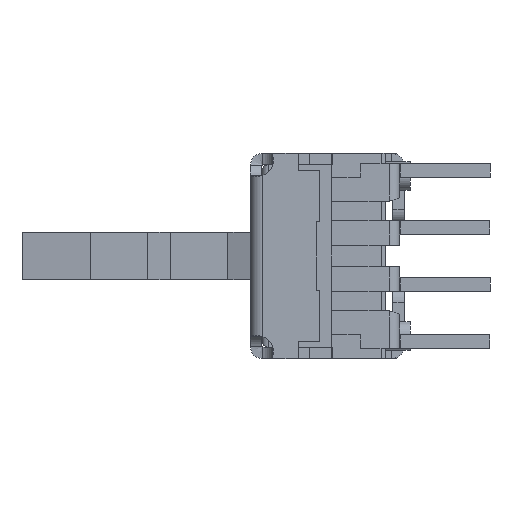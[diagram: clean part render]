
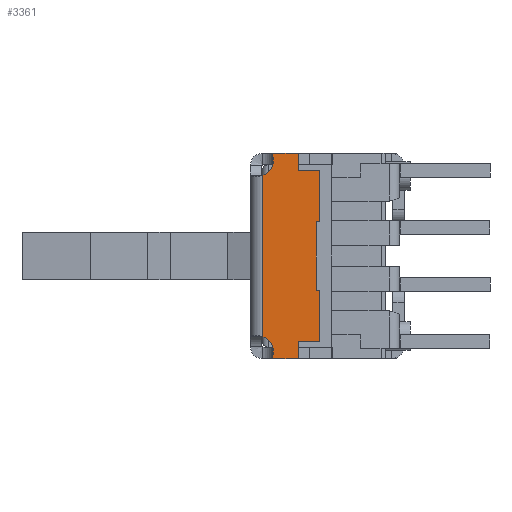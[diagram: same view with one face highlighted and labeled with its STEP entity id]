
A CAD part, left-side view. The second image highlights one B-rep face of the part: STEP entity #3361.
In plain terms, the highlighted planar face has unit normal (-1, 0, 0).
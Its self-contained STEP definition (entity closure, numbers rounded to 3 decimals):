
#176 = VECTOR ( 'NONE', #10164, 1000. ) ;
#390 = EDGE_CURVE ( 'NONE', #9811, #7398, #11958, .T. ) ;
#439 = VECTOR ( 'NONE', #2049, 1000. ) ;
#518 = VECTOR ( 'NONE', #8125, 1000. ) ;
#706 = CARTESIAN_POINT ( 'NONE',  ( -17.5, 3.95, 0. ) ) ;
#747 = CARTESIAN_POINT ( 'NONE',  ( -17.5, 4.1, -1.5 ) ) ;
#1161 = VECTOR ( 'NONE', #10713, 1000. ) ;
#1177 = VERTEX_POINT ( 'NONE', #7099 ) ;
#1259 = EDGE_CURVE ( 'NONE', #4973, #6732, #9860, .T. ) ;
#1385 = AXIS2_PLACEMENT_3D ( 'NONE', #4962, #13116, #12839 ) ;
#1443 = LINE ( 'NONE', #6193, #7950 ) ;
#1454 = EDGE_CURVE ( 'NONE', #9955, #4973, #1772, .T. ) ;
#1553 = ORIENTED_EDGE ( 'NONE', *, *, #2739, .T. ) ;
#1568 = DIRECTION ( 'NONE',  ( 0., -1., 0. ) ) ;
#1634 = VERTEX_POINT ( 'NONE', #12536 ) ;
#1639 = AXIS2_PLACEMENT_3D ( 'NONE', #9227, #2171, #7088 ) ;
#1772 = LINE ( 'NONE', #9718, #10340 ) ;
#1790 = VECTOR ( 'NONE', #3826, 1000. ) ;
#1890 = LINE ( 'NONE', #3078, #176 ) ;
#1964 = CARTESIAN_POINT ( 'NONE',  ( -17.5, 4.9, 4.5 ) ) ;
#1995 = VERTEX_POINT ( 'NONE', #5741 ) ;
#2049 = DIRECTION ( 'NONE',  ( 0., -1., 0. ) ) ;
#2100 = LINE ( 'NONE', #5745, #1790 ) ;
#2126 = CARTESIAN_POINT ( 'NONE',  ( -17.5, 4.9, 3.75 ) ) ;
#2171 = DIRECTION ( 'NONE',  ( -1., 0., 0. ) ) ;
#2198 = EDGE_CURVE ( 'NONE', #1634, #1995, #3329, .T. ) ;
#2388 = DIRECTION ( 'NONE',  ( 0., 0., 1. ) ) ;
#2471 = ORIENTED_EDGE ( 'NONE', *, *, #4080, .T. ) ;
#2694 = ORIENTED_EDGE ( 'NONE', *, *, #2198, .F. ) ;
#2729 = LINE ( 'NONE', #5425, #3212 ) ;
#2739 = EDGE_CURVE ( 'NONE', #4235, #9955, #1890, .T. ) ;
#2917 = ORIENTED_EDGE ( 'NONE', *, *, #8664, .T. ) ;
#2983 = FACE_OUTER_BOUND ( 'NONE', #12812, .T. ) ;
#3067 = ORIENTED_EDGE ( 'NONE', *, *, #9954, .T. ) ;
#3078 = CARTESIAN_POINT ( 'NONE',  ( -17.5, 4.1, -1.5 ) ) ;
#3127 = LINE ( 'NONE', #7149, #439 ) ;
#3212 = VECTOR ( 'NONE', #7468, 1000. ) ;
#3279 = CARTESIAN_POINT ( 'NONE',  ( -17.5, 3.95, -1.5 ) ) ;
#3329 = LINE ( 'NONE', #4543, #8739 ) ;
#3361 = ADVANCED_FACE ( 'NONE', ( #2983 ), #6689, .F. ) ;
#3655 = DIRECTION ( 'NONE',  ( 0., 0., 1. ) ) ;
#3773 = ORIENTED_EDGE ( 'NONE', *, *, #11728, .T. ) ;
#3826 = DIRECTION ( 'NONE',  ( 0., 0., 1. ) ) ;
#3959 = CARTESIAN_POINT ( 'NONE',  ( -17.5, 3.95, 3.75 ) ) ;
#4080 = EDGE_CURVE ( 'NONE', #8531, #12982, #12781, .T. ) ;
#4235 = VERTEX_POINT ( 'NONE', #3279 ) ;
#4451 = CARTESIAN_POINT ( 'NONE',  ( -17.5, 6.06, 4.5 ) ) ;
#4543 = CARTESIAN_POINT ( 'NONE',  ( -17.5, 6.45, 4.5 ) ) ;
#4680 = VERTEX_POINT ( 'NONE', #5381 ) ;
#4805 = ORIENTED_EDGE ( 'NONE', *, *, #390, .F. ) ;
#4849 = AXIS2_PLACEMENT_3D ( 'NONE', #7594, #5638, #11711 ) ;
#4884 = ORIENTED_EDGE ( 'NONE', *, *, #9156, .F. ) ;
#4962 = CARTESIAN_POINT ( 'NONE',  ( -17.5, 0., 0. ) ) ;
#4973 = VERTEX_POINT ( 'NONE', #12251 ) ;
#5067 = ORIENTED_EDGE ( 'NONE', *, *, #1454, .T. ) ;
#5381 = CARTESIAN_POINT ( 'NONE',  ( -17.5, 4.9, -4.5 ) ) ;
#5407 = VECTOR ( 'NONE', #1568, 1000. ) ;
#5425 = CARTESIAN_POINT ( 'NONE',  ( -17.5, 3.95, 0. ) ) ;
#5609 = CIRCLE ( 'NONE', #1639, 0.7 ) ;
#5638 = DIRECTION ( 'NONE',  ( 1., 0., 0. ) ) ;
#5685 = ORIENTED_EDGE ( 'NONE', *, *, #1259, .T. ) ;
#5741 = CARTESIAN_POINT ( 'NONE',  ( -17.5, 6.45, 3.526 ) ) ;
#5745 = CARTESIAN_POINT ( 'NONE',  ( -17.5, 4.9, -4.5 ) ) ;
#5842 = CARTESIAN_POINT ( 'NONE',  ( -17.5, 3.95, 3.75 ) ) ;
#5958 = EDGE_CURVE ( 'NONE', #12982, #7398, #1443, .T. ) ;
#6107 = ORIENTED_EDGE ( 'NONE', *, *, #13139, .T. ) ;
#6193 = CARTESIAN_POINT ( 'NONE',  ( -17.5, 4.9, 4.5 ) ) ;
#6594 = ORIENTED_EDGE ( 'NONE', *, *, #12423, .T. ) ;
#6689 = PLANE ( 'NONE',  #1385 ) ;
#6732 = VERTEX_POINT ( 'NONE', #7679 ) ;
#6986 = ORIENTED_EDGE ( 'NONE', *, *, #12129, .T. ) ;
#7058 = CARTESIAN_POINT ( 'NONE',  ( -17.5, 4.1, 1.5 ) ) ;
#7088 = DIRECTION ( 'NONE',  ( 0., 0., 1. ) ) ;
#7099 = CARTESIAN_POINT ( 'NONE',  ( -17.5, 6.06, -4.5 ) ) ;
#7149 = CARTESIAN_POINT ( 'NONE',  ( -17.5, 3.95, -3.75 ) ) ;
#7398 = VERTEX_POINT ( 'NONE', #1964 ) ;
#7468 = DIRECTION ( 'NONE',  ( 0., 0., 1. ) ) ;
#7594 = CARTESIAN_POINT ( 'NONE',  ( -17.5, 6.686, -4.186 ) ) ;
#7679 = CARTESIAN_POINT ( 'NONE',  ( -17.5, 3.95, 1.5 ) ) ;
#7824 = CARTESIAN_POINT ( 'NONE',  ( -17.5, 4.9, -3.75 ) ) ;
#7950 = VECTOR ( 'NONE', #9232, 1000. ) ;
#8125 = DIRECTION ( 'NONE',  ( 0., -1., 0. ) ) ;
#8531 = VERTEX_POINT ( 'NONE', #5842 ) ;
#8563 = VERTEX_POINT ( 'NONE', #10932 ) ;
#8664 = EDGE_CURVE ( 'NONE', #8966, #8563, #3127, .T. ) ;
#8739 = VECTOR ( 'NONE', #2388, 1000. ) ;
#8966 = VERTEX_POINT ( 'NONE', #7824 ) ;
#9058 = DIRECTION ( 'NONE',  ( 0., 1., 0. ) ) ;
#9156 = EDGE_CURVE ( 'NONE', #1995, #9811, #5609, .T. ) ;
#9227 = CARTESIAN_POINT ( 'NONE',  ( -17.5, 6.686, 4.186 ) ) ;
#9232 = DIRECTION ( 'NONE',  ( 0., 0., 1. ) ) ;
#9313 = ORIENTED_EDGE ( 'NONE', *, *, #5958, .T. ) ;
#9463 = VECTOR ( 'NONE', #9814, 1000. ) ;
#9718 = CARTESIAN_POINT ( 'NONE',  ( -17.5, 4.1, -1.5 ) ) ;
#9811 = VERTEX_POINT ( 'NONE', #4451 ) ;
#9814 = DIRECTION ( 'NONE',  ( 0., 0., 1. ) ) ;
#9860 = LINE ( 'NONE', #7058, #518 ) ;
#9954 = EDGE_CURVE ( 'NONE', #6732, #8531, #12170, .T. ) ;
#9955 = VERTEX_POINT ( 'NONE', #747 ) ;
#10164 = DIRECTION ( 'NONE',  ( 0., 1., 0. ) ) ;
#10340 = VECTOR ( 'NONE', #3655, 1000. ) ;
#10713 = DIRECTION ( 'NONE',  ( 0., -1., 0. ) ) ;
#10932 = CARTESIAN_POINT ( 'NONE',  ( -17.5, 3.95, -3.75 ) ) ;
#11677 = VECTOR ( 'NONE', #9058, 1000. ) ;
#11696 = CARTESIAN_POINT ( 'NONE',  ( -17.5, 6.45, -4.5 ) ) ;
#11711 = DIRECTION ( 'NONE',  ( 0., 0., -1. ) ) ;
#11728 = EDGE_CURVE ( 'NONE', #1177, #4680, #11806, .T. ) ;
#11806 = LINE ( 'NONE', #11696, #5407 ) ;
#11958 = LINE ( 'NONE', #12609, #1161 ) ;
#12129 = EDGE_CURVE ( 'NONE', #4680, #8966, #2100, .T. ) ;
#12170 = LINE ( 'NONE', #706, #9463 ) ;
#12251 = CARTESIAN_POINT ( 'NONE',  ( -17.5, 4.1, 1.5 ) ) ;
#12423 = EDGE_CURVE ( 'NONE', #8563, #4235, #2729, .T. ) ;
#12536 = CARTESIAN_POINT ( 'NONE',  ( -17.5, 6.45, -3.526 ) ) ;
#12609 = CARTESIAN_POINT ( 'NONE',  ( -17.5, 6.45, 4.5 ) ) ;
#12781 = LINE ( 'NONE', #3959, #11677 ) ;
#12812 = EDGE_LOOP ( 'NONE', ( #6986, #2917, #6594, #1553, #5067, #5685, #3067, #2471, #9313, #4805, #4884, #2694, #6107, #3773 ) ) ;
#12839 = DIRECTION ( 'NONE',  ( 0., 1., 0. ) ) ;
#12982 = VERTEX_POINT ( 'NONE', #2126 ) ;
#13044 = CIRCLE ( 'NONE', #4849, 0.7 ) ;
#13116 = DIRECTION ( 'NONE',  ( 1., 0., 0. ) ) ;
#13139 = EDGE_CURVE ( 'NONE', #1634, #1177, #13044, .T. ) ;
